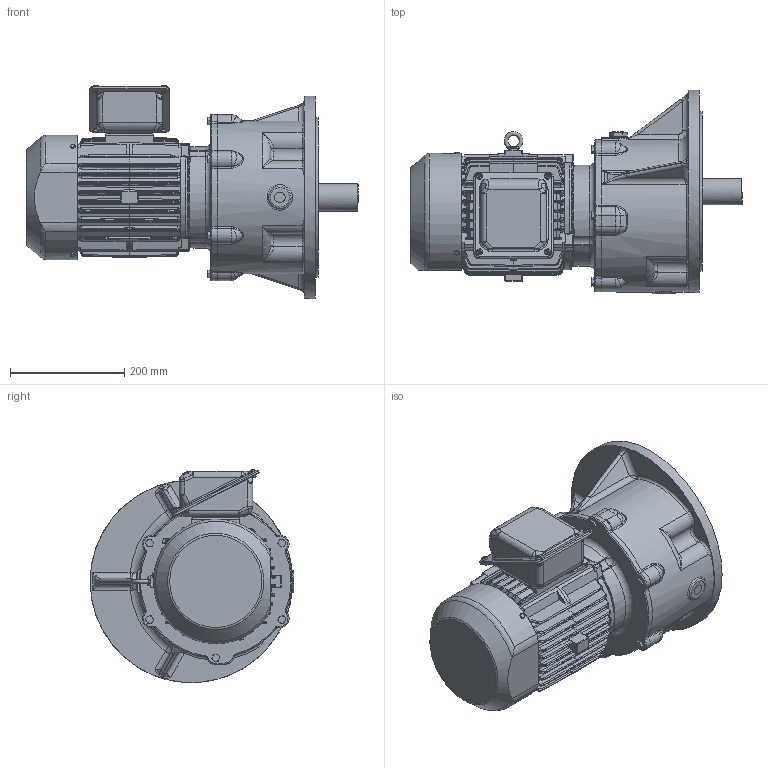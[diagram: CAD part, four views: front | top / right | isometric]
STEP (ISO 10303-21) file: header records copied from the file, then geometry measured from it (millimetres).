
FILE_DESCRIPTION (( 'STEP AP214' ), '1' );
FILE_NAME ('EK2DO07159H001_FVB_2.2kW_R40.stp', '2022-06-16T06:54:24', ( 'Windows 餌辨濠' ), ( '' ), 'SwSTEP 2.0', 'SolidWorks 2021', '' );
FILE_SCHEMA (( 'AUTOMOTIVE_DESIGN' ));
Length unit declared in the file: millimetre
Products named in the file (1): EK2DO07159H001_FVB_2.2kW_R40
Bounding box: 582 x 357.18 x 373.92 mm (x, y, z)
Volume: 22677388.2 mm3; surface area: 822318 mm2
Topology: 1 solids, 1 shells, 1958 faces, 4727 edges, 2783 vertices
Faces by surface type: cylinder 603, plane 571, bspline 549, torus 109, cone 94, sphere 32
Full cylindrical faces by diameter (mm): 6 x4, 8 x4, 10.5 x4, 11.6 x6, 18 x1, 26 x1, 48 x1, 50 x1, 280 x1, 355 x1
Entity records: 78102 total; most frequent: CARTESIAN_POINT 38204, ORIENTED_EDGE 9252, DIRECTION 7227, EDGE_CURVE 4626, AXIS2_PLACEMENT_3D 2844, VERTEX_POINT 2757, EDGE_LOOP 2045, FACE_OUTER_BOUND 1991
